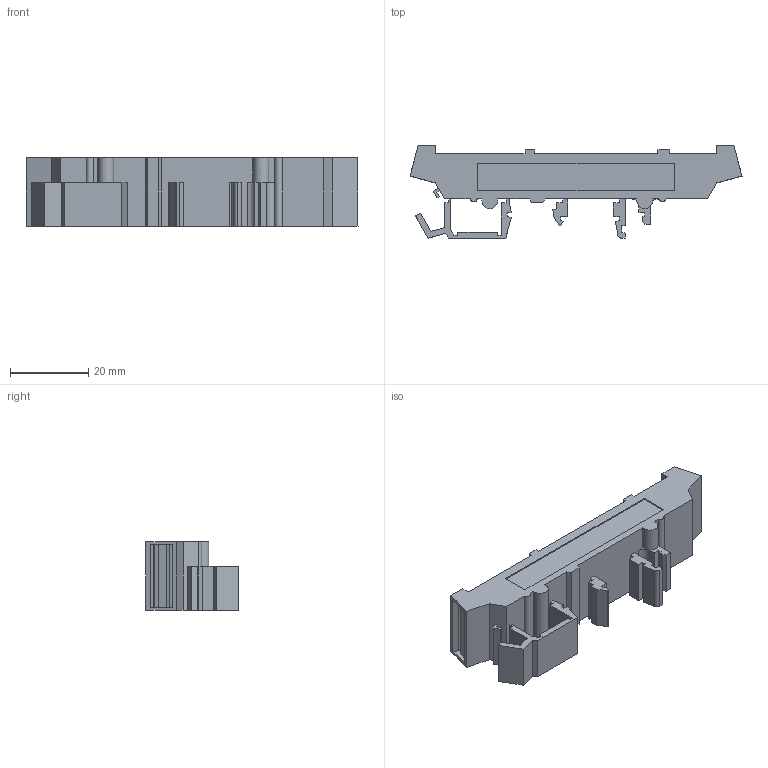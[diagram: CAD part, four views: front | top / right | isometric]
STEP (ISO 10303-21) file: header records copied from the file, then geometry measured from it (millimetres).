
FILE_DESCRIPTION(('STEP AP214'),'1');
FILE_NAME('VPC17_2.stp','2021-06-01T10:19:24',(' '),(' '),'Spatial InterOp 3D',' ',' ');
FILE_SCHEMA(('automotive_design'));
Length unit declared in the file: metre
Products named in the file (1): 1
Bounding box: 84.64 x 23.5 x 17.5 mm (x, y, z)
Volume: 6859.9 mm3; surface area: 9656.6 mm2
Topology: 1 solids, 1 shells, 226 faces, 648 edges, 431 vertices
Faces by surface type: plane 214, cylinder 11, extrusion 1
Entity records: 9135 total; most frequent: CARTESIAN_POINT 1376, ORIENTED_EDGE 1296, DIRECTION 1119, EDGE_CURVE 648, VECTOR 615, LINE 614, VERTEX_POINT 431, AXIS2_PLACEMENT_3D 252
